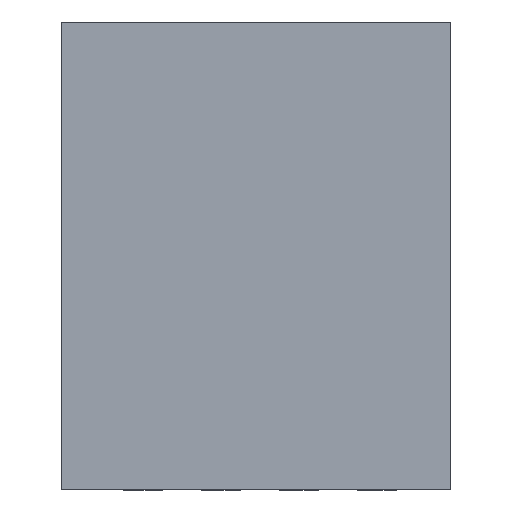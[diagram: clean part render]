
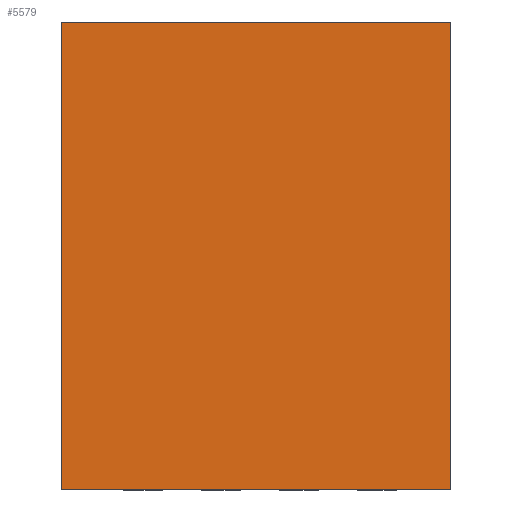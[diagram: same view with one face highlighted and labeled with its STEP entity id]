
A CAD part, top view. The second image highlights one B-rep face of the part: STEP entity #5579.
In plain terms, the highlighted face is planar.
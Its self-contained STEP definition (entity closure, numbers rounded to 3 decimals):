
#4272=DIRECTION('',(0.,0.,1.));
#4273=VECTOR('',#4272,3.);
#4274=CARTESIAN_POINT('',(-1.25,0.975,-1.5));
#4275=LINE('',#4274,#4273);
#4279=DIRECTION('',(-1.,0.,0.));
#4280=VECTOR('',#4279,2.5);
#4281=CARTESIAN_POINT('',(1.25,0.975,-1.5));
#4282=LINE('',#4281,#4280);
#4286=DIRECTION('',(0.,0.,-1.));
#4287=VECTOR('',#4286,3.);
#4288=CARTESIAN_POINT('',(1.25,0.975,1.5));
#4289=LINE('',#4288,#4287);
#4293=DIRECTION('',(1.,0.,0.));
#4294=VECTOR('',#4293,2.5);
#4295=CARTESIAN_POINT('',(-1.25,0.975,1.5));
#4296=LINE('',#4295,#4294);
#4688=CARTESIAN_POINT('',(-1.25,0.975,-1.5));
#4689=CARTESIAN_POINT('',(-1.25,0.975,1.5));
#4690=VERTEX_POINT('',#4688);
#4691=VERTEX_POINT('',#4689);
#4692=CARTESIAN_POINT('',(1.25,0.975,1.5));
#4693=VERTEX_POINT('',#4692);
#4694=CARTESIAN_POINT('',(1.25,0.975,-1.5));
#4695=VERTEX_POINT('',#4694);
#5568=CARTESIAN_POINT('',(0.,0.975,0.));
#5569=DIRECTION('',(0.,1.,0.));
#5570=DIRECTION('',(1.,0.,0.));
#5571=AXIS2_PLACEMENT_3D('',#5568,#5569,#5570);
#5572=PLANE('',#5571);
#5573=ORIENTED_EDGE('',*,*,#5483,.F.);
#5574=ORIENTED_EDGE('',*,*,#5196,.F.);
#5575=ORIENTED_EDGE('',*,*,#5405,.F.);
#5576=ORIENTED_EDGE('',*,*,#5440,.F.);
#5577=EDGE_LOOP('',(#5573,#5574,#5575,#5576));
#5578=FACE_OUTER_BOUND('',#5577,.F.);
#5579=ADVANCED_FACE('',(#5578),#5572,.T.);
#5196=EDGE_CURVE('',#4695,#4690,#4282,.T.);
#5405=EDGE_CURVE('',#4693,#4695,#4289,.T.);
#5440=EDGE_CURVE('',#4691,#4693,#4296,.T.);
#5483=EDGE_CURVE('',#4690,#4691,#4275,.T.);
